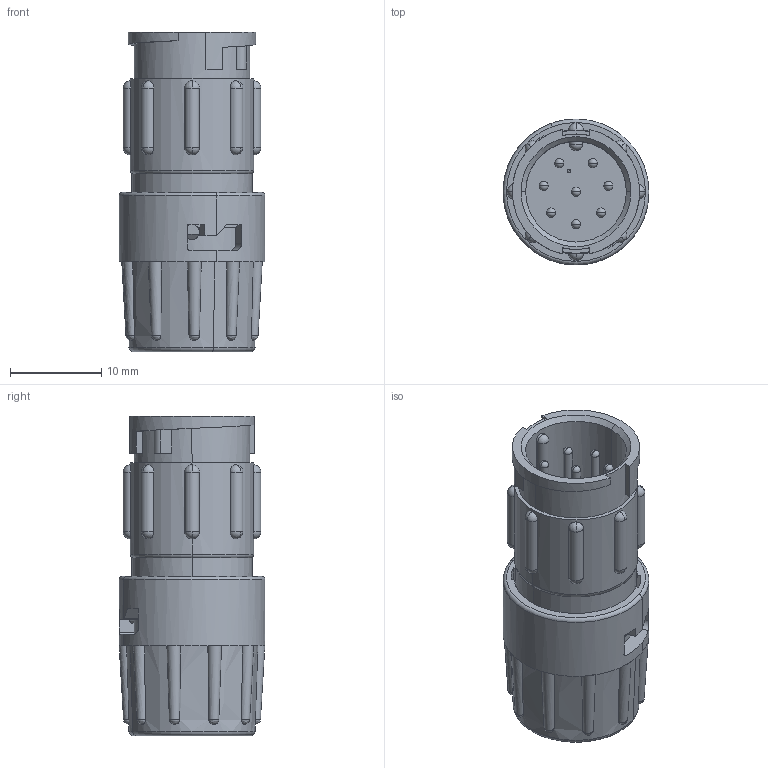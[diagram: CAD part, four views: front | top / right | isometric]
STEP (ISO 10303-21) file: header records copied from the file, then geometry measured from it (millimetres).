
FILE_DESCRIPTION (( 'STEP AP203' ), '1' );
FILE_NAME ('8282-XPG-3XX.STEP', '2019-04-09T20:09:49', ( '' ), ( '' ), 'SwSTEP 2.0', 'SolidWorks 2017', '' );
FILE_SCHEMA (( 'CONFIG_CONTROL_DESIGN' ));
Length unit declared in the file: inch
Products named in the file (1): 8282-XPG-3XX
Bounding box: 16 x 16 x 35.05 mm (x, y, z)
Volume: 4797 mm3; surface area: 2719.3 mm2
Topology: 1 solids, 1 shells, 209 faces, 656 edges, 413 vertices
Faces by surface type: plane 63, cylinder 61, sphere 50, bspline 22, cone 7, torus 6
Entity records: 10785 total; most frequent: CARTESIAN_POINT 5692, ORIENTED_EDGE 1110, DIRECTION 996, EDGE_CURVE 555, AXIS2_PLACEMENT_3D 411, VERTEX_POINT 362, EDGE_LOOP 231, CIRCLE 223
